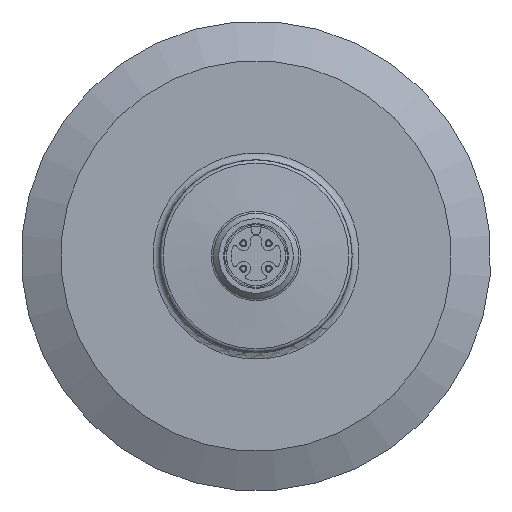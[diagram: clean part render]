
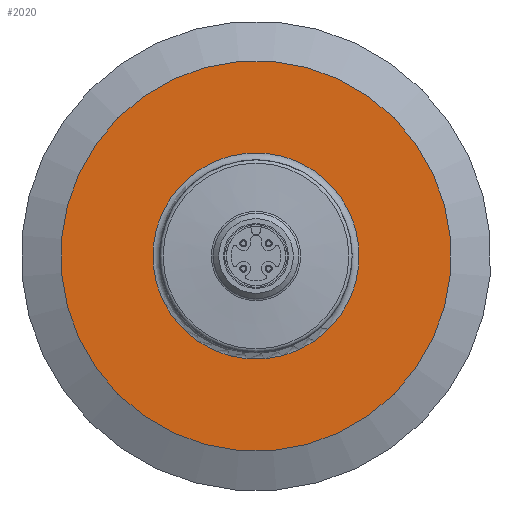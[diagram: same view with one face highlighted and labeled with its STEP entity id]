
A CAD part, front view. The second image highlights one B-rep face of the part: STEP entity #2020.
In plain terms, the highlighted planar face has unit normal (0, -1, 0).
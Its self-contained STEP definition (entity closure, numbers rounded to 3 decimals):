
#55=PLANE('',#2169);
#398=ORIENTED_EDGE('',*,*,#645,.T.);
#399=ORIENTED_EDGE('',*,*,#649,.F.);
#645=EDGE_CURVE('',#798,#798,#902,.F.);
#649=EDGE_CURVE('',#802,#802,#906,.T.);
#798=VERTEX_POINT('',#2905);
#802=VERTEX_POINT('',#2917);
#902=CIRCLE('',#2141,14.5);
#906=CIRCLE('',#2149,27.424);
#1047=EDGE_LOOP('',(#398));
#1048=EDGE_LOOP('',(#399));
#1194=FACE_BOUND('',#1047,.T.);
#1195=FACE_BOUND('',#1048,.T.);
#2020=ADVANCED_FACE('',(#1194,#1195),#55,.T.);
#2141=AXIS2_PLACEMENT_3D('',#2904,#2450,#2451);
#2149=AXIS2_PLACEMENT_3D('',#2916,#2466,#2467);
#2169=AXIS2_PLACEMENT_3D('',#2946,#2506,#2507);
#2450=DIRECTION('',(0.,-1.,0.));
#2451=DIRECTION('',(-0.996,0.,0.087));
#2466=DIRECTION('',(0.,1.,0.));
#2467=DIRECTION('',(0.996,0.,-0.087));
#2506=DIRECTION('',(0.,-1.,0.));
#2507=DIRECTION('',(-0.996,0.,0.087));
#2904=CARTESIAN_POINT('',(-0.018,43.2,0.032));
#2905=CARTESIAN_POINT('',(-14.463,43.2,1.296));
#2916=CARTESIAN_POINT('',(-0.018,43.2,0.032));
#2917=CARTESIAN_POINT('',(27.302,43.2,-2.358));
#2946=CARTESIAN_POINT('',(-0.018,43.2,0.032));
